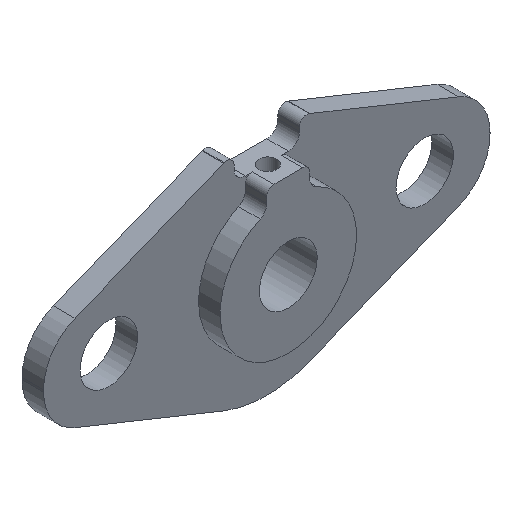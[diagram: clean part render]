
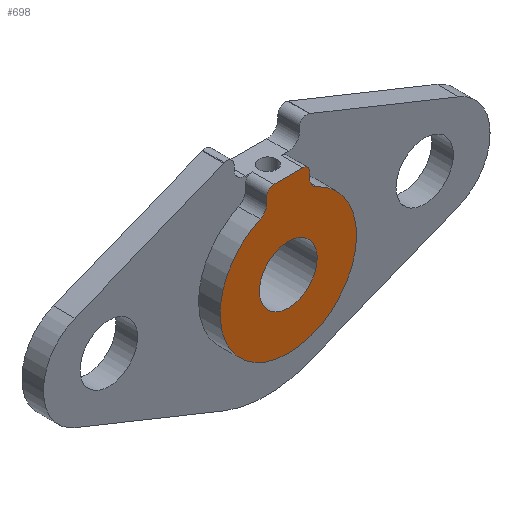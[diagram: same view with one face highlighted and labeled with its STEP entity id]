
A CAD part, isometric view. The second image highlights one B-rep face of the part: STEP entity #698.
In plain terms, the highlighted planar face has unit normal (0, -1, 0).
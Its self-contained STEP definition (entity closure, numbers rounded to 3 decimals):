
#28=FACE_BOUND('',#103,.T.);
#37=PLANE('',#797);
#59=FACE_OUTER_BOUND('',#102,.T.);
#102=EDGE_LOOP('',(#570,#571,#572,#573,#574,#575,#576,#577));
#103=EDGE_LOOP('',(#578));
#127=LINE('',#1050,#180);
#139=LINE('',#1115,#192);
#143=LINE('',#1126,#196);
#180=VECTOR('',#832,10.);
#192=VECTOR('',#890,10.);
#196=VECTOR('',#904,10.);
#230=CIRCLE('',#739,1.563);
#232=CIRCLE('',#743,1.563);
#251=CIRCLE('',#765,1.);
#252=CIRCLE('',#767,1.);
#272=CIRCLE('',#798,9.5);
#273=CIRCLE('',#799,4.025);
#276=VERTEX_POINT('',#1040);
#277=VERTEX_POINT('',#1042);
#279=VERTEX_POINT('',#1048);
#282=VERTEX_POINT('',#1055);
#283=VERTEX_POINT('',#1057);
#309=VERTEX_POINT('',#1114);
#310=VERTEX_POINT('',#1118);
#311=VERTEX_POINT('',#1122);
#342=VERTEX_POINT('',#1275);
#347=EDGE_CURVE('',#276,#277,#230,.T.);
#351=EDGE_CURVE('',#276,#279,#127,.T.);
#354=EDGE_CURVE('',#282,#283,#232,.T.);
#383=EDGE_CURVE('',#283,#309,#139,.T.);
#385=EDGE_CURVE('',#309,#310,#251,.T.);
#388=EDGE_CURVE('',#311,#279,#252,.T.);
#389=EDGE_CURVE('',#310,#311,#143,.T.);
#429=EDGE_CURVE('',#282,#277,#272,.T.);
#430=EDGE_CURVE('',#342,#342,#273,.T.);
#570=ORIENTED_EDGE('',*,*,#385,.F.);
#571=ORIENTED_EDGE('',*,*,#383,.F.);
#572=ORIENTED_EDGE('',*,*,#354,.F.);
#573=ORIENTED_EDGE('',*,*,#429,.T.);
#574=ORIENTED_EDGE('',*,*,#347,.F.);
#575=ORIENTED_EDGE('',*,*,#351,.T.);
#576=ORIENTED_EDGE('',*,*,#388,.F.);
#577=ORIENTED_EDGE('',*,*,#389,.F.);
#578=ORIENTED_EDGE('',*,*,#430,.T.);
#698=ADVANCED_FACE('',(#59,#28),#37,.T.);
#739=AXIS2_PLACEMENT_3D('',#1043,#825,#826);
#743=AXIS2_PLACEMENT_3D('',#1058,#838,#839);
#765=AXIS2_PLACEMENT_3D('',#1119,#894,#895);
#767=AXIS2_PLACEMENT_3D('',#1124,#900,#901);
#797=AXIS2_PLACEMENT_3D('',#1273,#977,#978);
#798=AXIS2_PLACEMENT_3D('',#1274,#979,#980);
#799=AXIS2_PLACEMENT_3D('',#1276,#981,#982);
#825=DIRECTION('center_axis',(0.,-1.,0.));
#826=DIRECTION('ref_axis',(-0.84,0.,-0.542));
#832=DIRECTION('',(0.,0.,1.));
#838=DIRECTION('center_axis',(0.,-1.,0.));
#839=DIRECTION('ref_axis',(0.84,0.,-0.542));
#890=DIRECTION('',(0.,0.,1.));
#894=DIRECTION('center_axis',(0.,1.,0.));
#895=DIRECTION('ref_axis',(-0.707,0.,0.707));
#900=DIRECTION('center_axis',(0.,1.,0.));
#901=DIRECTION('ref_axis',(0.707,0.,0.707));
#904=DIRECTION('',(1.,0.,0.));
#977=DIRECTION('center_axis',(0.,-1.,0.));
#978=DIRECTION('ref_axis',(0.,0.,-1.));
#979=DIRECTION('center_axis',(0.,-1.,0.));
#980=DIRECTION('ref_axis',(1.,0.,0.));
#981=DIRECTION('center_axis',(0.,1.,0.));
#982=DIRECTION('ref_axis',(-1.,0.,0.));
#1040=CARTESIAN_POINT('',(3.,-4.5,10.078));
#1042=CARTESIAN_POINT('',(3.918,-4.5,8.654));
#1043=CARTESIAN_POINT('Origin',(4.563,-4.5,10.078));
#1048=CARTESIAN_POINT('',(3.,-4.5,10.9));
#1050=CARTESIAN_POINT('',(3.,-4.5,9.9));
#1055=CARTESIAN_POINT('',(-3.915,-4.5,8.656));
#1057=CARTESIAN_POINT('',(-2.996,-4.5,10.08));
#1058=CARTESIAN_POINT('Origin',(-4.559,-4.5,10.08));
#1114=CARTESIAN_POINT('',(-2.996,-4.5,10.9));
#1115=CARTESIAN_POINT('',(-2.996,-4.5,9.9));
#1118=CARTESIAN_POINT('',(-1.996,-4.5,11.9));
#1119=CARTESIAN_POINT('Origin',(-1.996,-4.5,10.9));
#1122=CARTESIAN_POINT('',(2.,-4.5,11.9));
#1124=CARTESIAN_POINT('Origin',(2.,-4.5,10.9));
#1126=CARTESIAN_POINT('',(-2.996,-4.5,11.9));
#1273=CARTESIAN_POINT('Origin',(-9.,-4.5,0.));
#1274=CARTESIAN_POINT('Origin',(0.,-4.5,0.));
#1275=CARTESIAN_POINT('',(4.025,-4.5,0.));
#1276=CARTESIAN_POINT('Origin',(0.,-4.5,0.));
